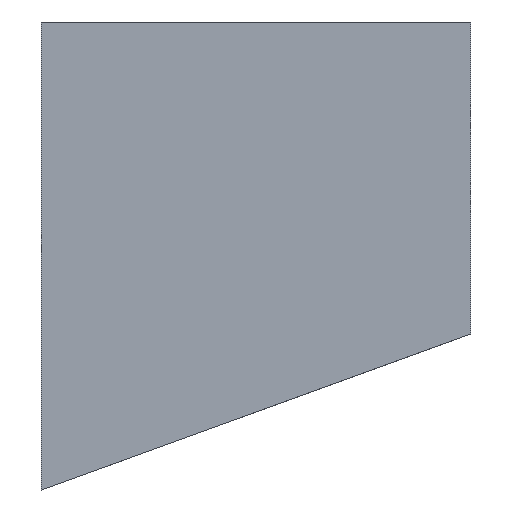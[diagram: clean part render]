
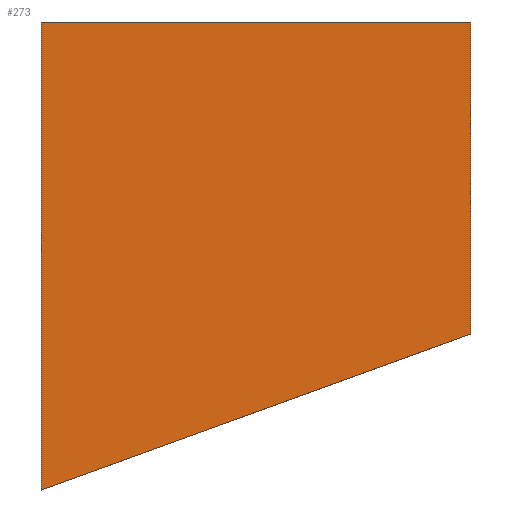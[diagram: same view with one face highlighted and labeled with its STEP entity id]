
A CAD part, front view. The second image highlights one B-rep face of the part: STEP entity #273.
In plain terms, the highlighted planar face has unit normal (0, -1, 0).
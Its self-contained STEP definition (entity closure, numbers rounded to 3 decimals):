
#32=PLANE('',#314);
#48=FACE_OUTER_BOUND('',#69,.T.);
#69=EDGE_LOOP('',(#247,#248,#249,#250));
#74=LINE('',#410,#98);
#85=LINE('',#450,#109);
#88=LINE('',#456,#112);
#94=LINE('',#468,#118);
#98=VECTOR('',#329,10.);
#109=VECTOR('',#374,10.);
#112=VECTOR('',#379,10.);
#118=VECTOR('',#393,10.);
#134=VERTEX_POINT('',#407);
#135=VERTEX_POINT('',#409);
#144=VERTEX_POINT('',#442);
#149=VERTEX_POINT('',#453);
#157=EDGE_CURVE('',#134,#135,#74,.T.);
#177=EDGE_CURVE('',#144,#135,#85,.T.);
#180=EDGE_CURVE('',#144,#149,#88,.T.);
#186=EDGE_CURVE('',#149,#134,#94,.T.);
#247=ORIENTED_EDGE('',*,*,#180,.F.);
#248=ORIENTED_EDGE('',*,*,#177,.T.);
#249=ORIENTED_EDGE('',*,*,#157,.F.);
#250=ORIENTED_EDGE('',*,*,#186,.F.);
#273=ADVANCED_FACE('',(#48),#32,.T.);
#314=AXIS2_PLACEMENT_3D('',#467,#391,#392);
#329=DIRECTION('',(1.,0.,0.));
#374=DIRECTION('',(0.,0.,1.));
#379=DIRECTION('',(-0.94,0.,-0.342));
#391=DIRECTION('center_axis',(0.,-1.,0.));
#392=DIRECTION('ref_axis',(1.,0.,0.));
#393=DIRECTION('',(0.,0.,1.));
#407=CARTESIAN_POINT('',(0.,0.,12.));
#409=CARTESIAN_POINT('',(11.,0.,12.));
#410=CARTESIAN_POINT('',(0.,0.,12.));
#442=CARTESIAN_POINT('',(11.,0.,4.));
#450=CARTESIAN_POINT('',(11.,0.,0.));
#453=CARTESIAN_POINT('',(0.,0.,0.));
#456=CARTESIAN_POINT('',(2.75,0.,1.));
#467=CARTESIAN_POINT('Origin',(0.,0.,0.));
#468=CARTESIAN_POINT('',(0.,0.,0.));
